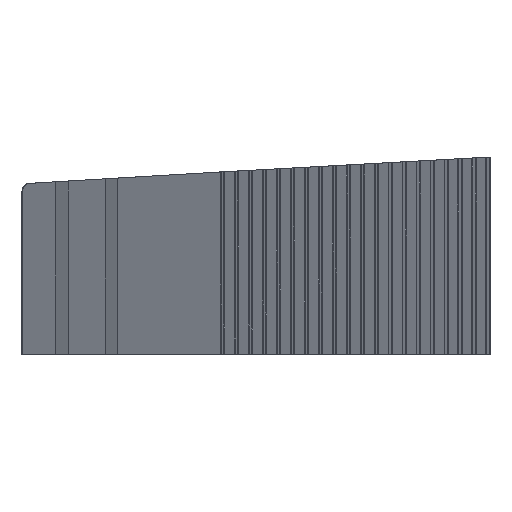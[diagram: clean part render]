
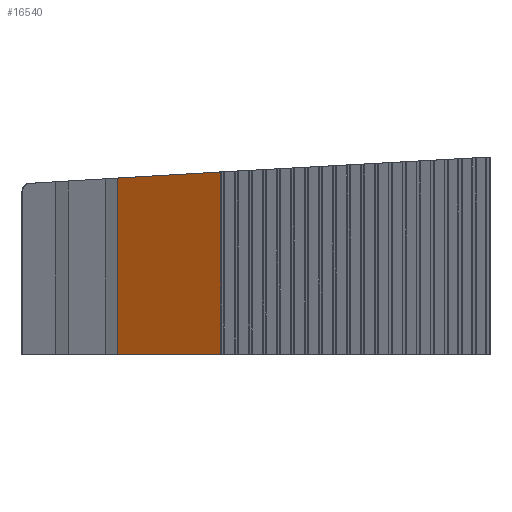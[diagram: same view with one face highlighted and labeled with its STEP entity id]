
A CAD part, top view. The second image highlights one B-rep face of the part: STEP entity #16540.
In plain terms, the highlighted planar face has unit normal (-0.526, 0, 0.851).
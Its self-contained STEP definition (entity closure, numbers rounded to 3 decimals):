
#16269 = PLANE('',#16270);
#16270 = AXIS2_PLACEMENT_3D('',#16271,#16272,#16273);
#16271 = CARTESIAN_POINT('',(-6932.039,-20.197,
    -9874.187));
#16272 = DIRECTION('',(0.609,0.,-0.794));
#16273 = DIRECTION('',(0.,-1.,0.));
#16295 = PLANE('',#16296);
#16296 = AXIS2_PLACEMENT_3D('',#16297,#16298,#16299);
#16297 = CARTESIAN_POINT('',(0.,0.,-7500.));
#16298 = DIRECTION('',(0.,-1.,-0.));
#16299 = DIRECTION('',(1.,0.,0.));
#16321 = PLANE('',#16322);
#16322 = AXIS2_PLACEMENT_3D('',#16323,#16324,#16325);
#16323 = CARTESIAN_POINT('',(8612.494,-45.194,
    9172.573));
#16324 = DIRECTION('',(0.851,0.,0.526));
#16325 = DIRECTION('',(0.,-1.,0.));
#16345 = PLANE('',#16346);
#16346 = AXIS2_PLACEMENT_3D('',#16347,#16348,#16349);
#16347 = CARTESIAN_POINT('',(5.454,-93.648,0.));
#16348 = DIRECTION('',(0.058,-0.998,0.));
#16349 = DIRECTION('',(0.,0.,-1.));
#16360 = VERTEX_POINT('',#16361);
#16361 = CARTESIAN_POINT('',(11291.518,0.,4100.918));
#16382 = VERTEX_POINT('',#16383);
#16383 = CARTESIAN_POINT('',(11291.518,563.69,
    4100.918));
#16402 = EDGE_CURVE('',#16360,#16382,#16403,.T.);
#16403 = SURFACE_CURVE('',#16404,(#16408,#16414),.PCURVE_S1.);
#16404 = LINE('',#16405,#16406);
#16405 = CARTESIAN_POINT('',(11291.518,1.04,
    4100.918));
#16406 = VECTOR('',#16407,1.);
#16407 = DIRECTION('',(0.,1.,0.));
#16408 = PCURVE('',#16269,#16409);
#16409 = DEFINITIONAL_REPRESENTATION('',(#16410),#16413);
#16410 = B_SPLINE_CURVE_WITH_KNOTS('',1,(#16411,#16412),.UNSPECIFIED.,
  .F.,.F.,(2,2),(-636.709,691.316),
  .PIECEWISE_BEZIER_KNOTS.);
#16411 = CARTESIAN_POINT('',(615.472,-22965.225));
#16412 = CARTESIAN_POINT('',(-712.553,-22965.225));
#16413 = ( GEOMETRIC_REPRESENTATION_CONTEXT(2) 
PARAMETRIC_REPRESENTATION_CONTEXT() REPRESENTATION_CONTEXT('2D SPACE',''
  ) );
#16414 = PCURVE('',#16415,#16420);
#16415 = PLANE('',#16416);
#16416 = AXIS2_PLACEMENT_3D('',#16417,#16418,#16419);
#16417 = CARTESIAN_POINT('',(10940.574,22.278,
    3884.02));
#16418 = DIRECTION('',(-0.526,0.,0.851
    ));
#16419 = DIRECTION('',(0.851,0.,0.526)
  );
#16420 = DEFINITIONAL_REPRESENTATION('',(#16421),#16424);
#16421 = B_SPLINE_CURVE_WITH_KNOTS('',1,(#16422,#16423),.UNSPECIFIED.,
  .F.,.F.,(2,2),(-636.709,691.316),
  .PIECEWISE_BEZIER_KNOTS.);
#16422 = CARTESIAN_POINT('',(412.56,-657.946));
#16423 = CARTESIAN_POINT('',(412.56,670.079));
#16424 = ( GEOMETRIC_REPRESENTATION_CONTEXT(2) 
PARAMETRIC_REPRESENTATION_CONTEXT() REPRESENTATION_CONTEXT('2D SPACE',''
  ) );
#16431 = VERTEX_POINT('',#16432);
#16432 = CARTESIAN_POINT('',(11621.093,582.886,
    4304.609));
#16451 = EDGE_CURVE('',#16382,#16431,#16452,.T.);
#16452 = SURFACE_CURVE('',#16453,(#16457,#16463),.PCURVE_S1.);
#16453 = LINE('',#16454,#16455);
#16454 = CARTESIAN_POINT('',(6103.211,261.506,
    894.334));
#16455 = VECTOR('',#16456,1.);
#16456 = DIRECTION('',(0.85,0.049,0.525)
  );
#16457 = PCURVE('',#16345,#16458);
#16458 = DEFINITIONAL_REPRESENTATION('',(#16459),#16462);
#16459 = B_SPLINE_CURVE_WITH_KNOTS('',1,(#16460,#16461),.UNSPECIFIED.,
  .F.,.F.,(2,2),(5562.545,6901.387),
  .PIECEWISE_BEZIER_KNOTS.);
#16460 = CARTESIAN_POINT('',(-3815.177,10842.073));
#16461 = CARTESIAN_POINT('',(-4518.191,11981.489));
#16462 = ( GEOMETRIC_REPRESENTATION_CONTEXT(2) 
PARAMETRIC_REPRESENTATION_CONTEXT() REPRESENTATION_CONTEXT('2D SPACE',''
  ) );
#16463 = PCURVE('',#16415,#16464);
#16464 = DEFINITIONAL_REPRESENTATION('',(#16465),#16468);
#16465 = B_SPLINE_CURVE_WITH_KNOTS('',1,(#16466,#16467),.UNSPECIFIED.,
  .F.,.F.,(2,2),(5562.545,6901.387),
  .PIECEWISE_BEZIER_KNOTS.);
#16466 = CARTESIAN_POINT('',(-130.947,514.485));
#16467 = CARTESIAN_POINT('',(1206.255,580.736));
#16468 = ( GEOMETRIC_REPRESENTATION_CONTEXT(2) 
PARAMETRIC_REPRESENTATION_CONTEXT() REPRESENTATION_CONTEXT('2D SPACE',''
  ) );
#16475 = VERTEX_POINT('',#16476);
#16476 = CARTESIAN_POINT('',(11621.093,0.,4304.609));
#16497 = EDGE_CURVE('',#16475,#16431,#16498,.T.);
#16498 = SURFACE_CURVE('',#16499,(#16503,#16509),.PCURVE_S1.);
#16499 = LINE('',#16500,#16501);
#16500 = CARTESIAN_POINT('',(11621.093,-11.458,
    4304.609));
#16501 = VECTOR('',#16502,1.);
#16502 = DIRECTION('',(0.,1.,0.));
#16503 = PCURVE('',#16321,#16504);
#16504 = DEFINITIONAL_REPRESENTATION('',(#16505),#16508);
#16505 = B_SPLINE_CURVE_WITH_KNOTS('',1,(#16506,#16507),.UNSPECIFIED.,
  .F.,.F.,(2,2),(-629.472,761.69),
  .PIECEWISE_BEZIER_KNOTS.);
#16506 = CARTESIAN_POINT('',(595.736,5722.652));
#16507 = CARTESIAN_POINT('',(-795.425,5722.652));
#16508 = ( GEOMETRIC_REPRESENTATION_CONTEXT(2) 
PARAMETRIC_REPRESENTATION_CONTEXT() REPRESENTATION_CONTEXT('2D SPACE',''
  ) );
#16509 = PCURVE('',#16415,#16510);
#16510 = DEFINITIONAL_REPRESENTATION('',(#16511),#16514);
#16511 = B_SPLINE_CURVE_WITH_KNOTS('',1,(#16512,#16513),.UNSPECIFIED.,
  .F.,.F.,(2,2),(-629.472,761.69),
  .PIECEWISE_BEZIER_KNOTS.);
#16512 = CARTESIAN_POINT('',(800.,-663.208));
#16513 = CARTESIAN_POINT('',(800.,727.954));
#16514 = ( GEOMETRIC_REPRESENTATION_CONTEXT(2) 
PARAMETRIC_REPRESENTATION_CONTEXT() REPRESENTATION_CONTEXT('2D SPACE',''
  ) );
#16522 = EDGE_CURVE('',#16360,#16475,#16523,.T.);
#16523 = SURFACE_CURVE('',#16524,(#16528,#16534),.PCURVE_S1.);
#16524 = LINE('',#16525,#16526);
#16525 = CARTESIAN_POINT('',(4436.704,0.,-135.635));
#16526 = VECTOR('',#16527,1.);
#16527 = DIRECTION('',(0.851,0.,0.526));
#16528 = PCURVE('',#16295,#16529);
#16529 = DEFINITIONAL_REPRESENTATION('',(#16530),#16533);
#16530 = B_SPLINE_CURVE_WITH_KNOTS('',1,(#16531,#16532),.UNSPECIFIED.,
  .F.,.F.,(2,2),(8019.596,8484.524),
  .PIECEWISE_BEZIER_KNOTS.);
#16531 = CARTESIAN_POINT('',(11258.56,11580.549));
#16532 = CARTESIAN_POINT('',(11654.05,11824.978));
#16533 = ( GEOMETRIC_REPRESENTATION_CONTEXT(2) 
PARAMETRIC_REPRESENTATION_CONTEXT() REPRESENTATION_CONTEXT('2D SPACE',''
  ) );
#16534 = PCURVE('',#16415,#16535);
#16535 = DEFINITIONAL_REPRESENTATION('',(#16536),#16539);
#16536 = B_SPLINE_CURVE_WITH_KNOTS('',1,(#16537,#16538),.UNSPECIFIED.,
  .F.,.F.,(2,2),(8019.596,8484.524),
  .PIECEWISE_BEZIER_KNOTS.);
#16537 = CARTESIAN_POINT('',(373.816,-22.278));
#16538 = CARTESIAN_POINT('',(838.744,-22.278));
#16539 = ( GEOMETRIC_REPRESENTATION_CONTEXT(2) 
PARAMETRIC_REPRESENTATION_CONTEXT() REPRESENTATION_CONTEXT('2D SPACE',''
  ) );
#16540 = ADVANCED_FACE('',(#16541),#16415,.T.);
#16541 = FACE_BOUND('',#16542,.T.);
#16542 = EDGE_LOOP('',(#16543,#16544,#16545,#16546));
#16543 = ORIENTED_EDGE('',*,*,#16402,.F.);
#16544 = ORIENTED_EDGE('',*,*,#16522,.T.);
#16545 = ORIENTED_EDGE('',*,*,#16497,.T.);
#16546 = ORIENTED_EDGE('',*,*,#16451,.F.);
